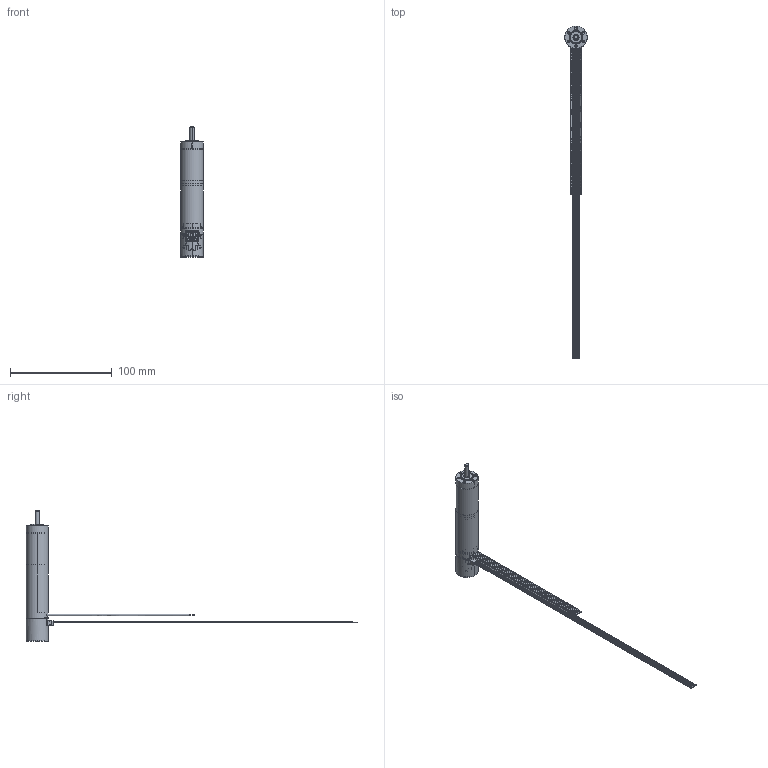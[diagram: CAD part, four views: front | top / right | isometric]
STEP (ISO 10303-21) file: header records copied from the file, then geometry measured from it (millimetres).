
FILE_DESCRIPTION((''),'2;1');
FILE_NAME('4611180000647_SW0001','2023-09-11T15:12:06',('ms27786'),(''),'CREO PARAMETRIC BY PTC INC, 2018100','CREO PARAMETRIC BY PTC INC, 2018100','');
FILE_SCHEMA(('CONFIG_CONTROL_DESIGN'));
Length unit declared in the file: millimetre
Products named in the file (1): 4611180000647_SW0001
Bounding box: 22 x 326 x 128.14 mm (x, y, z)
Volume: 21759.7 mm3; surface area: 38483.7 mm2
Topology: 4 solids, 7 shells, 2568 faces, 7114 edges, 4532 vertices
Faces by surface type: plane 865, cylinder 812, cone 423, bspline 194, extrusion 116, torus 110, sphere 48
Entity records: 144351 total; most frequent: CARTESIAN_POINT 80946, ORIENTED_EDGE 14084, DIRECTION 12175, EDGE_CURVE 7042, VERTEX_POINT 4533, AXIS2_PLACEMENT_3D 4416, VECTOR 3343, LINE 3227
